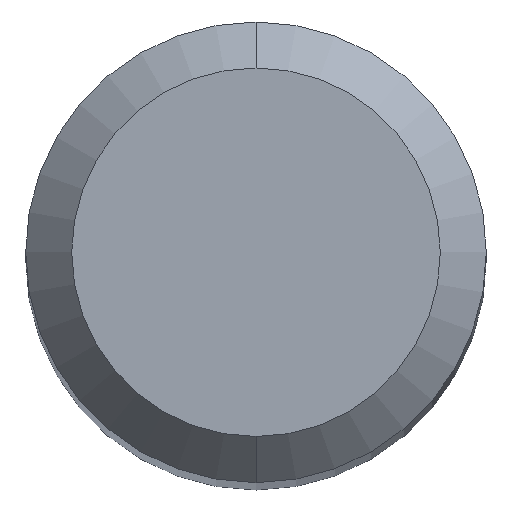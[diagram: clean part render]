
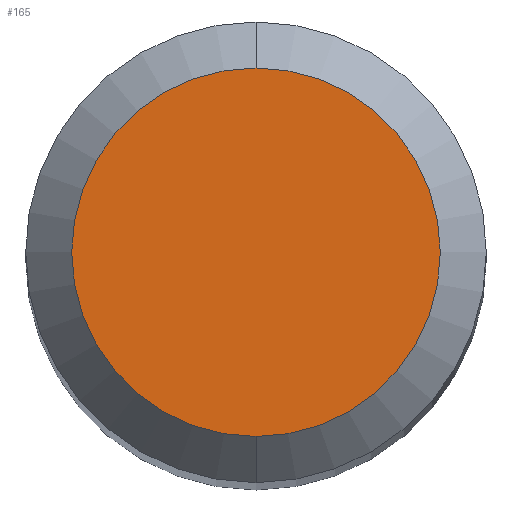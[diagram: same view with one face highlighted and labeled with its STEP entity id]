
A CAD part, top view. The second image highlights one B-rep face of the part: STEP entity #165.
In plain terms, the highlighted planar face has unit normal (0, 0, 1).
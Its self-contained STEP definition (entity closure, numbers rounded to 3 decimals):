
#145=VERTEX_POINT('',#289);
#149=EDGE_CURVE('',#181,#145,#293,.T.);
#165=ADVANCED_FACE('',(#312),#313,.T.);
#171=EDGE_CURVE('',#145,#181,#320,.T.);
#181=VERTEX_POINT('',#331);
#289=CARTESIAN_POINT('',(0.0,1.2,0.0));
#293=CIRCLE('',#453,1.2);
#312=FACE_OUTER_BOUND('',#475,.T.);
#313=PLANE('',#476);
#320=CIRCLE('',#486,1.2);
#331=CARTESIAN_POINT('',(0.,-1.2,0.0));
#453=AXIS2_PLACEMENT_3D('',#626,#627,#628);
#475=EDGE_LOOP('',(#658,#659));
#476=AXIS2_PLACEMENT_3D('',#660,#661,#662);
#486=AXIS2_PLACEMENT_3D('',#671,#672,#673);
#626=CARTESIAN_POINT('',(0.0,0.0,0.0));
#627=DIRECTION('',(0.0,0.0,-1.0));
#628=DIRECTION('',(0.0,1.0,0.0));
#658=ORIENTED_EDGE('',*,*,#171,.F.);
#659=ORIENTED_EDGE('',*,*,#149,.F.);
#660=CARTESIAN_POINT('',(0.0,0.6,0.0));
#661=DIRECTION('',(-0.0,0.0,1.0));
#662=DIRECTION('',(0.0,-1.0,0.0));
#671=CARTESIAN_POINT('',(0.0,0.0,0.0));
#672=DIRECTION('',(0.0,0.0,-1.0));
#673=DIRECTION('',(0.0,1.0,0.0));
